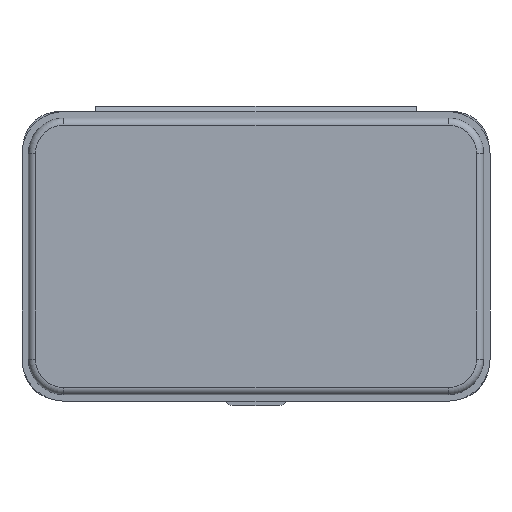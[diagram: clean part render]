
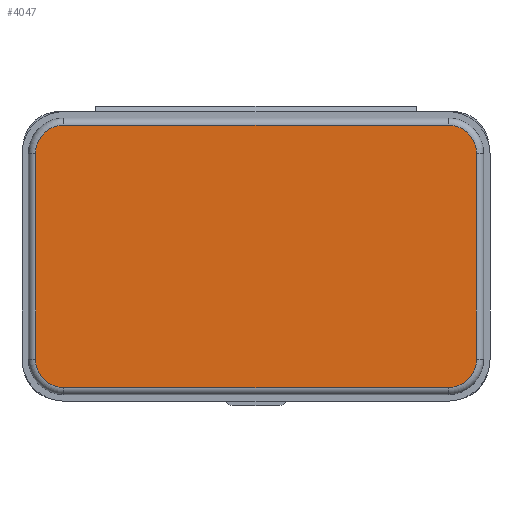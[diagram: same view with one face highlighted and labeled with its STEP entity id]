
A CAD part, front view. The second image highlights one B-rep face of the part: STEP entity #4047.
In plain terms, the highlighted planar face has unit normal (0, -1, 0).
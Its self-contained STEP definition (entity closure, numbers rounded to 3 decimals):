
#127 = CIRCLE ( 'NONE', #1790, 8. ) ;
#142 = ORIENTED_EDGE ( 'NONE', *, *, #2223, .F. ) ;
#152 = EDGE_CURVE ( 'NONE', #2064, #2553, #1565, .T. ) ;
#161 = CARTESIAN_POINT ( 'NONE',  ( -64., 0., 36.9 ) ) ;
#268 = CARTESIAN_POINT ( 'NONE',  ( -62., 0., -28.9 ) ) ;
#272 = CARTESIAN_POINT ( 'NONE',  ( 62., 0., -28.9 ) ) ;
#304 = VERTEX_POINT ( 'NONE', #2855 ) ;
#371 = CARTESIAN_POINT ( 'NONE',  ( -54., 0., -36.9 ) ) ;
#394 = VERTEX_POINT ( 'NONE', #2251 ) ;
#502 = VECTOR ( 'NONE', #1454, 1000. ) ;
#749 = VERTEX_POINT ( 'NONE', #268 ) ;
#837 = VERTEX_POINT ( 'NONE', #371 ) ;
#964 = DIRECTION ( 'NONE',  ( 0., 0., -1. ) ) ;
#1009 = PLANE ( 'NONE',  #1189 ) ;
#1022 = DIRECTION ( 'NONE',  ( 1., 0., 0. ) ) ;
#1027 = CARTESIAN_POINT ( 'NONE',  ( 0., 0., 0. ) ) ;
#1117 = LINE ( 'NONE', #1431, #2788 ) ;
#1132 = DIRECTION ( 'NONE',  ( 0., 1., 0. ) ) ;
#1189 = AXIS2_PLACEMENT_3D ( 'NONE', #1027, #2554, #964 ) ;
#1220 = DIRECTION ( 'NONE',  ( 0., 1., 0. ) ) ;
#1272 = LINE ( 'NONE', #3011, #1990 ) ;
#1321 = DIRECTION ( 'NONE',  ( 0., 1., 0. ) ) ;
#1359 = EDGE_CURVE ( 'NONE', #3679, #749, #2348, .T. ) ;
#1368 = CARTESIAN_POINT ( 'NONE',  ( -62., 0., 28.9 ) ) ;
#1407 = DIRECTION ( 'NONE',  ( 0., 0., -1. ) ) ;
#1431 = CARTESIAN_POINT ( 'NONE',  ( 62., 0., 38.9 ) ) ;
#1454 = DIRECTION ( 'NONE',  ( -1., 0., 0. ) ) ;
#1565 = CIRCLE ( 'NONE', #2593, 8. ) ;
#1574 = VECTOR ( 'NONE', #4039, 1000. ) ;
#1600 = FACE_OUTER_BOUND ( 'NONE', #2057, .T. ) ;
#1617 = ORIENTED_EDGE ( 'NONE', *, *, #2371, .T. ) ;
#1743 = EDGE_CURVE ( 'NONE', #394, #304, #2133, .T. ) ;
#1757 = EDGE_CURVE ( 'NONE', #2064, #2576, #1117, .T. ) ;
#1790 = AXIS2_PLACEMENT_3D ( 'NONE', #4098, #1220, #2203 ) ;
#1889 = ORIENTED_EDGE ( 'NONE', *, *, #152, .F. ) ;
#1891 = ORIENTED_EDGE ( 'NONE', *, *, #3846, .F. ) ;
#1990 = VECTOR ( 'NONE', #1022, 1000. ) ;
#2006 = ORIENTED_EDGE ( 'NONE', *, *, #1757, .T. ) ;
#2017 = CARTESIAN_POINT ( 'NONE',  ( 54., 0., -28.9 ) ) ;
#2057 = EDGE_LOOP ( 'NONE', ( #1889, #2006, #2799, #2657, #142, #4024, #1891, #1617 ) ) ;
#2064 = VERTEX_POINT ( 'NONE', #272 ) ;
#2133 = LINE ( 'NONE', #161, #502 ) ;
#2203 = DIRECTION ( 'NONE',  ( 0., 0., -1. ) ) ;
#2223 = EDGE_CURVE ( 'NONE', #3679, #304, #3534, .T. ) ;
#2251 = CARTESIAN_POINT ( 'NONE',  ( 54., 0., 36.9 ) ) ;
#2348 = LINE ( 'NONE', #2379, #1574 ) ;
#2371 = EDGE_CURVE ( 'NONE', #837, #2553, #1272, .T. ) ;
#2379 = CARTESIAN_POINT ( 'NONE',  ( -62., 0., -38.9 ) ) ;
#2553 = VERTEX_POINT ( 'NONE', #3424 ) ;
#2554 = DIRECTION ( 'NONE',  ( 0., -1., 0. ) ) ;
#2576 = VERTEX_POINT ( 'NONE', #3444 ) ;
#2593 = AXIS2_PLACEMENT_3D ( 'NONE', #2017, #1321, #3252 ) ;
#2657 = ORIENTED_EDGE ( 'NONE', *, *, #1743, .T. ) ;
#2740 = CARTESIAN_POINT ( 'NONE',  ( -54., 0., -28.9 ) ) ;
#2788 = VECTOR ( 'NONE', #4012, 1000. ) ;
#2799 = ORIENTED_EDGE ( 'NONE', *, *, #3040, .F. ) ;
#2855 = CARTESIAN_POINT ( 'NONE',  ( -54., 0., 36.9 ) ) ;
#2883 = CIRCLE ( 'NONE', #3877, 8. ) ;
#3008 = AXIS2_PLACEMENT_3D ( 'NONE', #3180, #3529, #3269 ) ;
#3011 = CARTESIAN_POINT ( 'NONE',  ( 64., 0., -36.9 ) ) ;
#3040 = EDGE_CURVE ( 'NONE', #394, #2576, #127, .T. ) ;
#3180 = CARTESIAN_POINT ( 'NONE',  ( -54., 0., 28.9 ) ) ;
#3252 = DIRECTION ( 'NONE',  ( 0., 0., -1. ) ) ;
#3269 = DIRECTION ( 'NONE',  ( 0., 0., -1. ) ) ;
#3424 = CARTESIAN_POINT ( 'NONE',  ( 54., 0., -36.9 ) ) ;
#3444 = CARTESIAN_POINT ( 'NONE',  ( 62., 0., 28.9 ) ) ;
#3529 = DIRECTION ( 'NONE',  ( 0., 1., 0. ) ) ;
#3534 = CIRCLE ( 'NONE', #3008, 8. ) ;
#3679 = VERTEX_POINT ( 'NONE', #1368 ) ;
#3846 = EDGE_CURVE ( 'NONE', #837, #749, #2883, .T. ) ;
#3877 = AXIS2_PLACEMENT_3D ( 'NONE', #2740, #1132, #1407 ) ;
#4012 = DIRECTION ( 'NONE',  ( 0., 0., 1. ) ) ;
#4024 = ORIENTED_EDGE ( 'NONE', *, *, #1359, .T. ) ;
#4039 = DIRECTION ( 'NONE',  ( 0., 0., -1. ) ) ;
#4047 = ADVANCED_FACE ( 'NONE', ( #1600 ), #1009, .T. ) ;
#4098 = CARTESIAN_POINT ( 'NONE',  ( 54., 0., 28.9 ) ) ;
